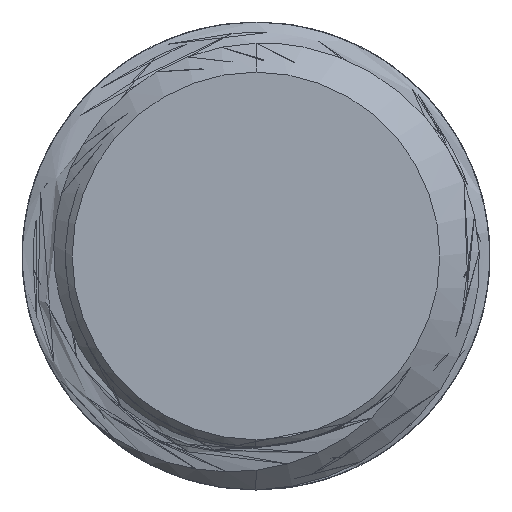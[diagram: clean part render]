
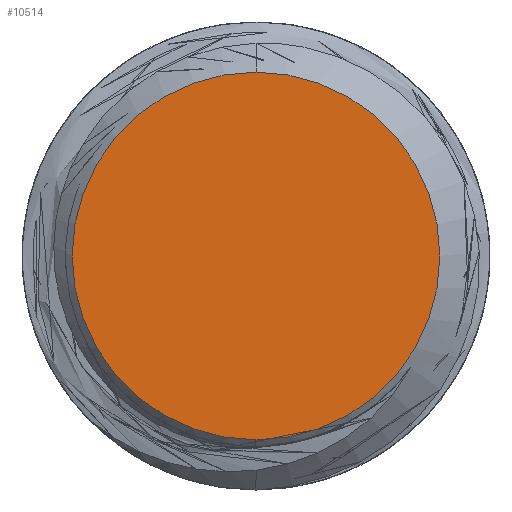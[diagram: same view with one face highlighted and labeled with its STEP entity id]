
A CAD part, left-side view. The second image highlights one B-rep face of the part: STEP entity #10514.
In plain terms, the highlighted planar face has unit normal (-1, 0, 0).
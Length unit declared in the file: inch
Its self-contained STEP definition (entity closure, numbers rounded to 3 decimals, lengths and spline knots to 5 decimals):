
#22 = CIRCLE ( 'NONE', #11306, 0.09821 ) ;
#1480 = EDGE_CURVE ( 'NONE', #12607, #12472, #22, .T. ) ;
#1482 = EDGE_CURVE ( 'NONE', #12472, #12607, #9055, .T. ) ;
#3225 = FACE_OUTER_BOUND ( 'NONE', #3777, .T. ) ;
#3777 = EDGE_LOOP ( 'NONE', ( #4646, #4385 ) ) ;
#4385 = ORIENTED_EDGE ( 'NONE', *, *, #1482, .T. ) ;
#4646 = ORIENTED_EDGE ( 'NONE', *, *, #1480, .T. ) ;
#6250 = DIRECTION ( 'NONE',  ( 0., 0., -1. ) ) ;
#6253 = DIRECTION ( 'NONE',  ( 1., 0., 0. ) ) ;
#6261 = PLANE ( 'NONE',  #11363 ) ;
#6266 = CARTESIAN_POINT ( 'NONE',  ( -1.5, 0., 0. ) ) ;
#6636 = DIRECTION ( 'NONE',  ( 0., 0., -1. ) ) ;
#6637 = DIRECTION ( 'NONE',  ( -1., 0., 0. ) ) ;
#6644 = CARTESIAN_POINT ( 'NONE',  ( -1.5, 0., 0. ) ) ;
#6645 = DIRECTION ( 'NONE',  ( 0., 0., -1. ) ) ;
#6646 = DIRECTION ( 'NONE',  ( -1., 0., 0. ) ) ;
#6647 = CARTESIAN_POINT ( 'NONE',  ( -1.5, 0., 0. ) ) ;
#8875 = CARTESIAN_POINT ( 'NONE',  ( -1.5, 0., 0.09821 ) ) ;
#9008 = CARTESIAN_POINT ( 'NONE',  ( -1.5, 0., -0.09821 ) ) ;
#9055 = CIRCLE ( 'NONE', #11308, 0.09821 ) ;
#10514 = ADVANCED_FACE ( 'NONE', ( #3225 ), #6261, .F. ) ;
#11306 = AXIS2_PLACEMENT_3D ( 'NONE', #6647, #6646, #6645 ) ;
#11308 = AXIS2_PLACEMENT_3D ( 'NONE', #6644, #6637, #6636 ) ;
#11363 = AXIS2_PLACEMENT_3D ( 'NONE', #6266, #6253, #6250 ) ;
#12472 = VERTEX_POINT ( 'NONE', #8875 ) ;
#12607 = VERTEX_POINT ( 'NONE', #9008 ) ;
